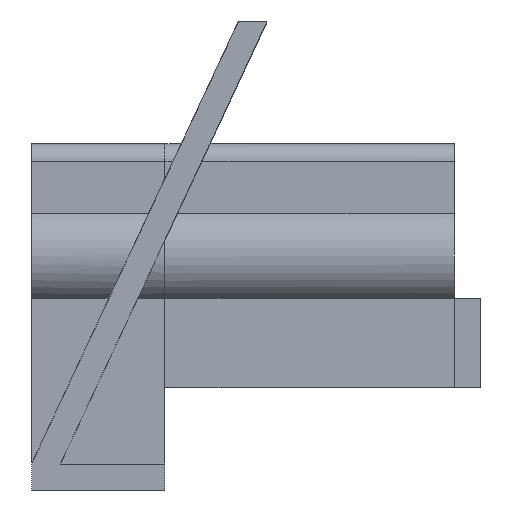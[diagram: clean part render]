
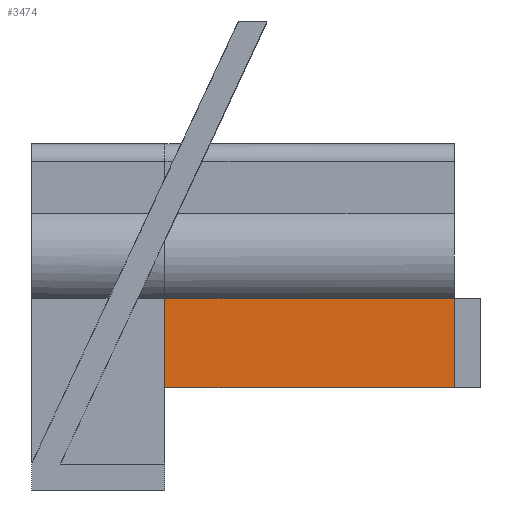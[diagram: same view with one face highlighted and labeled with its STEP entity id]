
A CAD part, left-side view. The second image highlights one B-rep face of the part: STEP entity #3474.
In plain terms, the highlighted planar face has unit normal (-1, 0, 0).
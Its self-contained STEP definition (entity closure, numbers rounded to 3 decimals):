
#1894 = VERTEX_POINT('',#1895);
#1895 = CARTESIAN_POINT('',(-14.6,33.11,11.05));
#2073 = VERTEX_POINT('',#2074);
#2074 = CARTESIAN_POINT('',(-14.6,49.81,5.9));
#2104 = VERTEX_POINT('',#2105);
#2105 = CARTESIAN_POINT('',(-14.6,49.81,11.05));
#2111 = EDGE_CURVE('',#2073,#2104,#2112,.T.);
#2112 = LINE('',#2113,#2114);
#2113 = CARTESIAN_POINT('',(-14.6,49.81,5.525));
#2114 = VECTOR('',#2115,1.);
#2115 = DIRECTION('',(0.,0.,1.));
#2262 = EDGE_CURVE('',#2104,#1894,#2263,.T.);
#2263 = LINE('',#2264,#2265);
#2264 = CARTESIAN_POINT('',(-14.6,49.81,11.05));
#2265 = VECTOR('',#2266,1.);
#2266 = DIRECTION('',(0.,-1.,0.));
#3456 = VERTEX_POINT('',#3457);
#3457 = CARTESIAN_POINT('',(-14.6,33.11,5.9));
#3463 = EDGE_CURVE('',#2073,#3456,#3464,.T.);
#3464 = LINE('',#3465,#3466);
#3465 = CARTESIAN_POINT('',(-14.6,49.81,5.9));
#3466 = VECTOR('',#3467,1.);
#3467 = DIRECTION('',(0.,-1.,0.));
#3474 = ADVANCED_FACE('',(#3475),#3486,.T.);
#3475 = FACE_BOUND('',#3476,.T.);
#3476 = EDGE_LOOP('',(#3477,#3478,#3484,#3485));
#3477 = ORIENTED_EDGE('',*,*,#3463,.T.);
#3478 = ORIENTED_EDGE('',*,*,#3479,.T.);
#3479 = EDGE_CURVE('',#3456,#1894,#3480,.T.);
#3480 = LINE('',#3481,#3482);
#3481 = CARTESIAN_POINT('',(-14.6,33.11,5.9));
#3482 = VECTOR('',#3483,1.);
#3483 = DIRECTION('',(0.,0.,1.));
#3484 = ORIENTED_EDGE('',*,*,#2262,.F.);
#3485 = ORIENTED_EDGE('',*,*,#2111,.F.);
#3486 = PLANE('',#3487);
#3487 = AXIS2_PLACEMENT_3D('',#3488,#3489,#3490);
#3488 = CARTESIAN_POINT('',(-14.6,49.81,5.9));
#3489 = DIRECTION('',(-1.,0.,0.));
#3490 = DIRECTION('',(0.,0.,1.));
